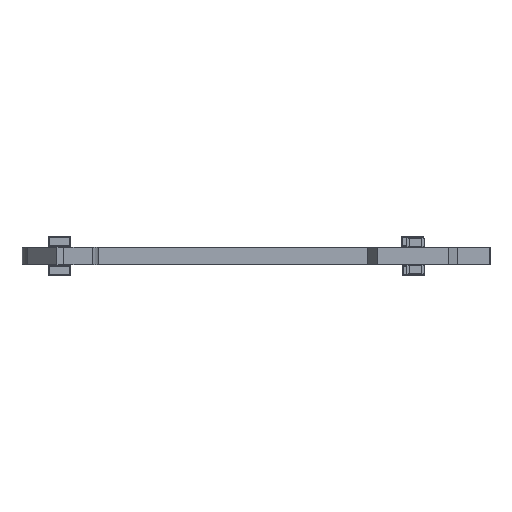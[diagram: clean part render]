
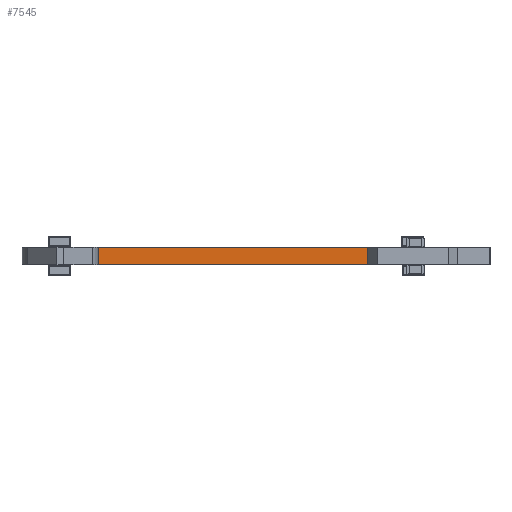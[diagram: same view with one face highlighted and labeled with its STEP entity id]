
A CAD part, left-side view. The second image highlights one B-rep face of the part: STEP entity #7545.
In plain terms, the highlighted planar face has unit normal (-1, 0, 0).
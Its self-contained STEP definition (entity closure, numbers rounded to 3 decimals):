
#4871 = PLANE('',#4872);
#4872 = AXIS2_PLACEMENT_3D('',#4873,#4874,#4875);
#4873 = CARTESIAN_POINT('',(4.802,4.464,1.6));
#4874 = DIRECTION('',(0.,0.,-1.));
#4875 = DIRECTION('',(-1.,0.,0.));
#4925 = PLANE('',#4926);
#4926 = AXIS2_PLACEMENT_3D('',#4927,#4928,#4929);
#4927 = CARTESIAN_POINT('',(4.802,4.464,0.));
#4928 = DIRECTION('',(0.,0.,-1.));
#4929 = DIRECTION('',(-1.,0.,0.));
#6001 = VERTEX_POINT('',#6002);
#6002 = CARTESIAN_POINT('',(4.63,-8.868,0.));
#6016 = PLANE('',#6017);
#6017 = AXIS2_PLACEMENT_3D('',#6018,#6019,#6020);
#6018 = CARTESIAN_POINT('',(2.164,-8.868,0.));
#6019 = DIRECTION('',(0.,1.,0.));
#6020 = DIRECTION('',(1.,0.,0.));
#6028 = EDGE_CURVE('',#6001,#6029,#6031,.T.);
#6029 = VERTEX_POINT('',#6030);
#6030 = CARTESIAN_POINT('',(4.63,16.495,0.));
#6031 = SURFACE_CURVE('',#6032,(#6036,#6043),.PCURVE_S1.);
#6032 = LINE('',#6033,#6034);
#6033 = CARTESIAN_POINT('',(4.63,-8.868,0.));
#6034 = VECTOR('',#6035,1.);
#6035 = DIRECTION('',(0.,1.,0.));
#6036 = PCURVE('',#4925,#6037);
#6037 = DEFINITIONAL_REPRESENTATION('',(#6038),#6042);
#6038 = LINE('',#6039,#6040);
#6039 = CARTESIAN_POINT('',(0.172,-13.333));
#6040 = VECTOR('',#6041,1.);
#6041 = DIRECTION('',(0.,1.));
#6042 = ( GEOMETRIC_REPRESENTATION_CONTEXT(2) 
PARAMETRIC_REPRESENTATION_CONTEXT() REPRESENTATION_CONTEXT('2D SPACE',''
  ) );
#6043 = PCURVE('',#6044,#6049);
#6044 = PLANE('',#6045);
#6045 = AXIS2_PLACEMENT_3D('',#6046,#6047,#6048);
#6046 = CARTESIAN_POINT('',(4.63,-8.868,0.));
#6047 = DIRECTION('',(-1.,0.,0.));
#6048 = DIRECTION('',(0.,1.,0.));
#6049 = DEFINITIONAL_REPRESENTATION('',(#6050),#6054);
#6050 = LINE('',#6051,#6052);
#6051 = CARTESIAN_POINT('',(0.,0.));
#6052 = VECTOR('',#6053,1.);
#6053 = DIRECTION('',(1.,0.));
#6054 = ( GEOMETRIC_REPRESENTATION_CONTEXT(2) 
PARAMETRIC_REPRESENTATION_CONTEXT() REPRESENTATION_CONTEXT('2D SPACE',''
  ) );
#6072 = PLANE('',#6073);
#6073 = AXIS2_PLACEMENT_3D('',#6074,#6075,#6076);
#6074 = CARTESIAN_POINT('',(4.63,16.495,0.));
#6075 = DIRECTION('',(0.,-1.,0.));
#6076 = DIRECTION('',(-1.,0.,0.));
#7091 = VERTEX_POINT('',#7092);
#7092 = CARTESIAN_POINT('',(4.63,-8.868,1.6));
#7113 = EDGE_CURVE('',#7091,#7114,#7116,.T.);
#7114 = VERTEX_POINT('',#7115);
#7115 = CARTESIAN_POINT('',(4.63,16.495,1.6));
#7116 = SURFACE_CURVE('',#7117,(#7121,#7128),.PCURVE_S1.);
#7117 = LINE('',#7118,#7119);
#7118 = CARTESIAN_POINT('',(4.63,-8.868,1.6));
#7119 = VECTOR('',#7120,1.);
#7120 = DIRECTION('',(0.,1.,0.));
#7121 = PCURVE('',#4871,#7122);
#7122 = DEFINITIONAL_REPRESENTATION('',(#7123),#7127);
#7123 = LINE('',#7124,#7125);
#7124 = CARTESIAN_POINT('',(0.172,-13.333));
#7125 = VECTOR('',#7126,1.);
#7126 = DIRECTION('',(0.,1.));
#7127 = ( GEOMETRIC_REPRESENTATION_CONTEXT(2) 
PARAMETRIC_REPRESENTATION_CONTEXT() REPRESENTATION_CONTEXT('2D SPACE',''
  ) );
#7128 = PCURVE('',#6044,#7129);
#7129 = DEFINITIONAL_REPRESENTATION('',(#7130),#7134);
#7130 = LINE('',#7131,#7132);
#7131 = CARTESIAN_POINT('',(0.,-1.6));
#7132 = VECTOR('',#7133,1.);
#7133 = DIRECTION('',(1.,0.));
#7134 = ( GEOMETRIC_REPRESENTATION_CONTEXT(2) 
PARAMETRIC_REPRESENTATION_CONTEXT() REPRESENTATION_CONTEXT('2D SPACE',''
  ) );
#7495 = EDGE_CURVE('',#6029,#7114,#7496,.T.);
#7496 = SURFACE_CURVE('',#7497,(#7501,#7508),.PCURVE_S1.);
#7497 = LINE('',#7498,#7499);
#7498 = CARTESIAN_POINT('',(4.63,16.495,0.));
#7499 = VECTOR('',#7500,1.);
#7500 = DIRECTION('',(0.,0.,1.));
#7501 = PCURVE('',#6072,#7502);
#7502 = DEFINITIONAL_REPRESENTATION('',(#7503),#7507);
#7503 = LINE('',#7504,#7505);
#7504 = CARTESIAN_POINT('',(0.,0.));
#7505 = VECTOR('',#7506,1.);
#7506 = DIRECTION('',(0.,-1.));
#7507 = ( GEOMETRIC_REPRESENTATION_CONTEXT(2) 
PARAMETRIC_REPRESENTATION_CONTEXT() REPRESENTATION_CONTEXT('2D SPACE',''
  ) );
#7508 = PCURVE('',#6044,#7509);
#7509 = DEFINITIONAL_REPRESENTATION('',(#7510),#7514);
#7510 = LINE('',#7511,#7512);
#7511 = CARTESIAN_POINT('',(25.363,0.));
#7512 = VECTOR('',#7513,1.);
#7513 = DIRECTION('',(0.,-1.));
#7514 = ( GEOMETRIC_REPRESENTATION_CONTEXT(2) 
PARAMETRIC_REPRESENTATION_CONTEXT() REPRESENTATION_CONTEXT('2D SPACE',''
  ) );
#7545 = ADVANCED_FACE('',(#7546),#6044,.T.);
#7546 = FACE_BOUND('',#7547,.T.);
#7547 = EDGE_LOOP('',(#7548,#7569,#7570,#7571));
#7548 = ORIENTED_EDGE('',*,*,#7549,.T.);
#7549 = EDGE_CURVE('',#6001,#7091,#7550,.T.);
#7550 = SURFACE_CURVE('',#7551,(#7555,#7562),.PCURVE_S1.);
#7551 = LINE('',#7552,#7553);
#7552 = CARTESIAN_POINT('',(4.63,-8.868,0.));
#7553 = VECTOR('',#7554,1.);
#7554 = DIRECTION('',(0.,0.,1.));
#7555 = PCURVE('',#6044,#7556);
#7556 = DEFINITIONAL_REPRESENTATION('',(#7557),#7561);
#7557 = LINE('',#7558,#7559);
#7558 = CARTESIAN_POINT('',(0.,0.));
#7559 = VECTOR('',#7560,1.);
#7560 = DIRECTION('',(0.,-1.));
#7561 = ( GEOMETRIC_REPRESENTATION_CONTEXT(2) 
PARAMETRIC_REPRESENTATION_CONTEXT() REPRESENTATION_CONTEXT('2D SPACE',''
  ) );
#7562 = PCURVE('',#6016,#7563);
#7563 = DEFINITIONAL_REPRESENTATION('',(#7564),#7568);
#7564 = LINE('',#7565,#7566);
#7565 = CARTESIAN_POINT('',(2.466,0.));
#7566 = VECTOR('',#7567,1.);
#7567 = DIRECTION('',(0.,-1.));
#7568 = ( GEOMETRIC_REPRESENTATION_CONTEXT(2) 
PARAMETRIC_REPRESENTATION_CONTEXT() REPRESENTATION_CONTEXT('2D SPACE',''
  ) );
#7569 = ORIENTED_EDGE('',*,*,#7113,.T.);
#7570 = ORIENTED_EDGE('',*,*,#7495,.F.);
#7571 = ORIENTED_EDGE('',*,*,#6028,.F.);
